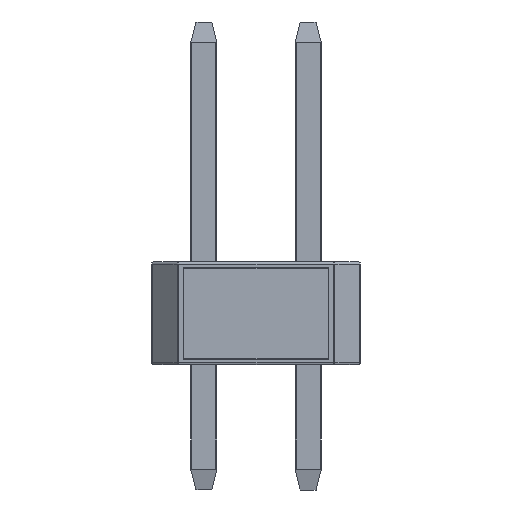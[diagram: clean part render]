
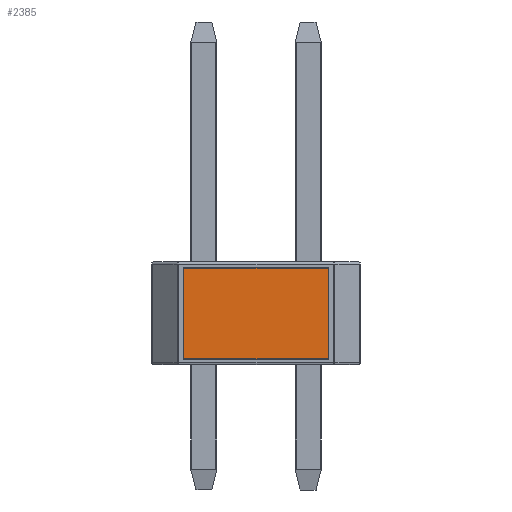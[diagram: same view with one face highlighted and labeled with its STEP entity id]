
A CAD part, left-side view. The second image highlights one B-rep face of the part: STEP entity #2385.
In plain terms, the highlighted planar face has unit normal (-1, 0, 0).
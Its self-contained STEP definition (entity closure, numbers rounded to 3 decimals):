
#434=FACE_OUTER_BOUND('',#560,.T.);
#560=EDGE_LOOP('',(#1962,#1963,#1964,#1965));
#699=LINE('',#3715,#915);
#700=LINE('',#3720,#916);
#703=LINE('',#3728,#919);
#705=LINE('',#3731,#921);
#915=VECTOR('',#2960,10.);
#916=VECTOR('',#2965,10.);
#919=VECTOR('',#2974,10.);
#921=VECTOR('',#2978,10.);
#1112=VERTEX_POINT('',#3712);
#1113=VERTEX_POINT('',#3714);
#1114=VERTEX_POINT('',#3718);
#1115=VERTEX_POINT('',#3719);
#1328=EDGE_CURVE('',#1113,#1112,#699,.T.);
#1330=EDGE_CURVE('',#1114,#1115,#700,.T.);
#1335=EDGE_CURVE('',#1112,#1114,#703,.T.);
#1337=EDGE_CURVE('',#1115,#1113,#705,.T.);
#1962=ORIENTED_EDGE('',*,*,#1335,.T.);
#1963=ORIENTED_EDGE('',*,*,#1330,.T.);
#1964=ORIENTED_EDGE('',*,*,#1337,.T.);
#1965=ORIENTED_EDGE('',*,*,#1328,.T.);
#2148=PLANE('',#2631);
#2385=ADVANCED_FACE('',(#434),#2148,.T.);
#2631=AXIS2_PLACEMENT_3D('',#3929,#3229,#3230);
#2960=DIRECTION('',(0.,1.,0.));
#2965=DIRECTION('',(0.,-1.,0.));
#2974=DIRECTION('',(0.,0.,-1.));
#2978=DIRECTION('',(0.,0.,1.));
#3229=DIRECTION('center_axis',(-1.,0.,0.));
#3230=DIRECTION('ref_axis',(0.,0.,1.));
#3712=CARTESIAN_POINT('',(-1.27,3.023,2.35));
#3714=CARTESIAN_POINT('',(-1.27,-0.488,2.35));
#3715=CARTESIAN_POINT('',(-1.27,3.023,2.35));
#3718=CARTESIAN_POINT('',(-1.27,3.023,0.15));
#3719=CARTESIAN_POINT('',(-1.27,-0.488,0.15));
#3720=CARTESIAN_POINT('',(-1.27,-0.488,0.15));
#3728=CARTESIAN_POINT('',(-1.27,3.023,0.15));
#3731=CARTESIAN_POINT('',(-1.27,-0.488,2.35));
#3929=CARTESIAN_POINT('Origin',(-1.27,1.268,1.25));
